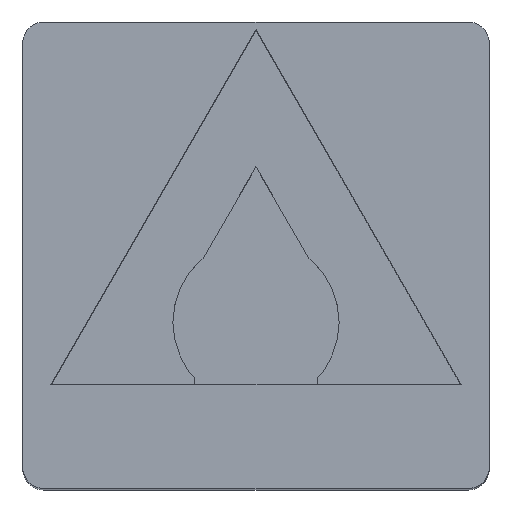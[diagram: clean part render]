
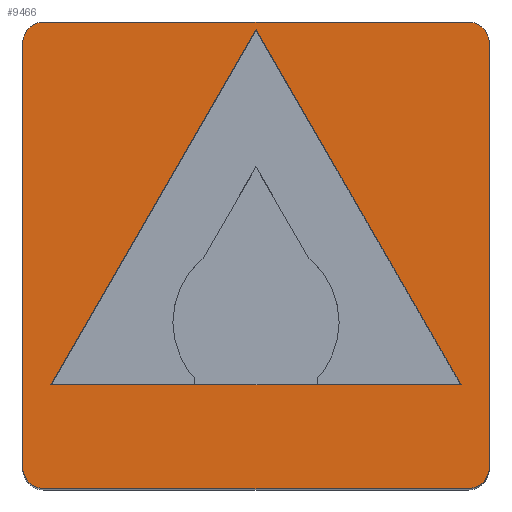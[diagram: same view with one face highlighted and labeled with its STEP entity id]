
A CAD part, top view. The second image highlights one B-rep face of the part: STEP entity #9466.
In plain terms, the highlighted planar face has unit normal (0, 0, 1).
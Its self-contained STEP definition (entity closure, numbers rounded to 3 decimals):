
#140 = VECTOR ( 'NONE', #10318, 1000. ) ;
#205 = CARTESIAN_POINT ( 'NONE',  ( 6.928, -4., 29.63 ) ) ;
#217 = CIRCLE ( 'NONE', #7909, 0.75 ) ;
#246 = EDGE_CURVE ( 'NONE', #1870, #8409, #588, .T. ) ;
#250 = VERTEX_POINT ( 'NONE', #8322 ) ;
#292 = CARTESIAN_POINT ( 'NONE',  ( 8.275, 7.525, 29.63 ) ) ;
#350 = EDGE_LOOP ( 'NONE', ( #5201, #1800, #2580, #4419, #6312, #6126, #1033, #3840 ) ) ;
#377 = VECTOR ( 'NONE', #10794, 1000. ) ;
#588 = LINE ( 'NONE', #7433, #12471 ) ;
#805 = DIRECTION ( 'NONE',  ( 0., 0., 1. ) ) ;
#991 = DIRECTION ( 'NONE',  ( -1., 0., 0. ) ) ;
#996 = CARTESIAN_POINT ( 'NONE',  ( 8.275, -7.525, 29.63 ) ) ;
#1033 = ORIENTED_EDGE ( 'NONE', *, *, #10597, .T. ) ;
#1147 = VERTEX_POINT ( 'NONE', #10659 ) ;
#1266 = VECTOR ( 'NONE', #6372, 1000. ) ;
#1315 = DIRECTION ( 'NONE',  ( 0., 1., 0. ) ) ;
#1528 = VERTEX_POINT ( 'NONE', #6723 ) ;
#1798 = VECTOR ( 'NONE', #1315, 1000. ) ;
#1800 = ORIENTED_EDGE ( 'NONE', *, *, #12495, .F. ) ;
#1802 = CARTESIAN_POINT ( 'NONE',  ( -7.525, 8.275, 29.63 ) ) ;
#1870 = VERTEX_POINT ( 'NONE', #12219 ) ;
#1892 = EDGE_CURVE ( 'NONE', #11804, #8409, #5551, .T. ) ;
#1918 = EDGE_CURVE ( 'NONE', #8792, #1528, #5362, .T. ) ;
#1998 = AXIS2_PLACEMENT_3D ( 'NONE', #6743, #11680, #8707 ) ;
#2416 = DIRECTION ( 'NONE',  ( -1., 0., 0. ) ) ;
#2439 = ORIENTED_EDGE ( 'NONE', *, *, #246, .F. ) ;
#2530 = EDGE_CURVE ( 'NONE', #3901, #12207, #10680, .T. ) ;
#2580 = ORIENTED_EDGE ( 'NONE', *, *, #2530, .T. ) ;
#2608 = CARTESIAN_POINT ( 'NONE',  ( 7.525, -7.525, 29.63 ) ) ;
#2721 = CARTESIAN_POINT ( 'NONE',  ( 7.275, -4.6, 29.63 ) ) ;
#2911 = LINE ( 'NONE', #5766, #4620 ) ;
#3787 = AXIS2_PLACEMENT_3D ( 'NONE', #2608, #11107, #2416 ) ;
#3840 = ORIENTED_EDGE ( 'NONE', *, *, #4080, .F. ) ;
#3901 = VERTEX_POINT ( 'NONE', #9254 ) ;
#4080 = EDGE_CURVE ( 'NONE', #250, #1147, #8865, .T. ) ;
#4090 = DIRECTION ( 'NONE',  ( -1., 0., 0. ) ) ;
#4409 = CARTESIAN_POINT ( 'NONE',  ( -7.275, -4.6, 29.63 ) ) ;
#4419 = ORIENTED_EDGE ( 'NONE', *, *, #6354, .F. ) ;
#4449 = DIRECTION ( 'NONE',  ( -0.5, -0.866, 0. ) ) ;
#4519 = VERTEX_POINT ( 'NONE', #11131 ) ;
#4598 = DIRECTION ( 'NONE',  ( -1., 0., 0. ) ) ;
#4620 = VECTOR ( 'NONE', #6782, 1000. ) ;
#4655 = EDGE_CURVE ( 'NONE', #11804, #1870, #11869, .T. ) ;
#4787 = PLANE ( 'NONE',  #8718 ) ;
#5071 = AXIS2_PLACEMENT_3D ( 'NONE', #5684, #805, #991 ) ;
#5201 = ORIENTED_EDGE ( 'NONE', *, *, #9696, .T. ) ;
#5362 = LINE ( 'NONE', #12278, #140 ) ;
#5551 = LINE ( 'NONE', #11332, #6616 ) ;
#5684 = CARTESIAN_POINT ( 'NONE',  ( -7.525, 7.525, 29.63 ) ) ;
#5766 = CARTESIAN_POINT ( 'NONE',  ( 8.275, -8.275, 29.63 ) ) ;
#6126 = ORIENTED_EDGE ( 'NONE', *, *, #1918, .F. ) ;
#6312 = ORIENTED_EDGE ( 'NONE', *, *, #6945, .T. ) ;
#6354 = EDGE_CURVE ( 'NONE', #12412, #12207, #2911, .T. ) ;
#6372 = DIRECTION ( 'NONE',  ( -1., 0., 0. ) ) ;
#6429 = CARTESIAN_POINT ( 'NONE',  ( -7.525, -7.525, 29.63 ) ) ;
#6616 = VECTOR ( 'NONE', #4598, 1000. ) ;
#6723 = CARTESIAN_POINT ( 'NONE',  ( 7.525, 8.275, 29.63 ) ) ;
#6743 = CARTESIAN_POINT ( 'NONE',  ( 7.525, 7.525, 29.63 ) ) ;
#6782 = DIRECTION ( 'NONE',  ( 0., -1., 0. ) ) ;
#6945 = EDGE_CURVE ( 'NONE', #12412, #1528, #11103, .T. ) ;
#7433 = CARTESIAN_POINT ( 'NONE',  ( 0., 8., 29.63 ) ) ;
#7700 = EDGE_LOOP ( 'NONE', ( #12232, #2439, #12390 ) ) ;
#7909 = AXIS2_PLACEMENT_3D ( 'NONE', #6429, #9474, #10305 ) ;
#8322 = CARTESIAN_POINT ( 'NONE',  ( -8.275, -7.525, 29.63 ) ) ;
#8401 = CARTESIAN_POINT ( 'NONE',  ( -8.275, -8.275, 29.63 ) ) ;
#8409 = VERTEX_POINT ( 'NONE', #4409 ) ;
#8532 = CIRCLE ( 'NONE', #5071, 0.75 ) ;
#8707 = DIRECTION ( 'NONE',  ( -1., 0., 0. ) ) ;
#8718 = AXIS2_PLACEMENT_3D ( 'NONE', #10687, #12527, #4090 ) ;
#8728 = FACE_OUTER_BOUND ( 'NONE', #350, .T. ) ;
#8786 = FACE_BOUND ( 'NONE', #7700, .T. ) ;
#8792 = VERTEX_POINT ( 'NONE', #1802 ) ;
#8865 = LINE ( 'NONE', #11972, #1798 ) ;
#9254 = CARTESIAN_POINT ( 'NONE',  ( 7.525, -8.275, 29.63 ) ) ;
#9466 = ADVANCED_FACE ( 'NONE', ( #8728, #8786 ), #4787, .F. ) ;
#9474 = DIRECTION ( 'NONE',  ( 0., 0., 1. ) ) ;
#9696 = EDGE_CURVE ( 'NONE', #250, #4519, #217, .T. ) ;
#10305 = DIRECTION ( 'NONE',  ( -1., 0., 0. ) ) ;
#10318 = DIRECTION ( 'NONE',  ( 1., 0., 0. ) ) ;
#10597 = EDGE_CURVE ( 'NONE', #8792, #1147, #8532, .T. ) ;
#10659 = CARTESIAN_POINT ( 'NONE',  ( -8.275, 7.525, 29.63 ) ) ;
#10680 = CIRCLE ( 'NONE', #3787, 0.75 ) ;
#10687 = CARTESIAN_POINT ( 'NONE',  ( 0., 0., 29.63 ) ) ;
#10794 = DIRECTION ( 'NONE',  ( -0.5, 0.866, 0. ) ) ;
#11103 = CIRCLE ( 'NONE', #1998, 0.75 ) ;
#11107 = DIRECTION ( 'NONE',  ( 0., 0., 1. ) ) ;
#11131 = CARTESIAN_POINT ( 'NONE',  ( -7.525, -8.275, 29.63 ) ) ;
#11197 = LINE ( 'NONE', #8401, #1266 ) ;
#11332 = CARTESIAN_POINT ( 'NONE',  ( -7.275, -4.6, 29.63 ) ) ;
#11680 = DIRECTION ( 'NONE',  ( 0., 0., 1. ) ) ;
#11804 = VERTEX_POINT ( 'NONE', #2721 ) ;
#11869 = LINE ( 'NONE', #205, #377 ) ;
#11972 = CARTESIAN_POINT ( 'NONE',  ( -8.275, -8.275, 29.63 ) ) ;
#12207 = VERTEX_POINT ( 'NONE', #996 ) ;
#12219 = CARTESIAN_POINT ( 'NONE',  ( 0., 8., 29.63 ) ) ;
#12232 = ORIENTED_EDGE ( 'NONE', *, *, #1892, .T. ) ;
#12278 = CARTESIAN_POINT ( 'NONE',  ( -8.275, 8.275, 29.63 ) ) ;
#12390 = ORIENTED_EDGE ( 'NONE', *, *, #4655, .F. ) ;
#12412 = VERTEX_POINT ( 'NONE', #292 ) ;
#12471 = VECTOR ( 'NONE', #4449, 1000. ) ;
#12495 = EDGE_CURVE ( 'NONE', #3901, #4519, #11197, .T. ) ;
#12527 = DIRECTION ( 'NONE',  ( 0., 0., -1. ) ) ;
